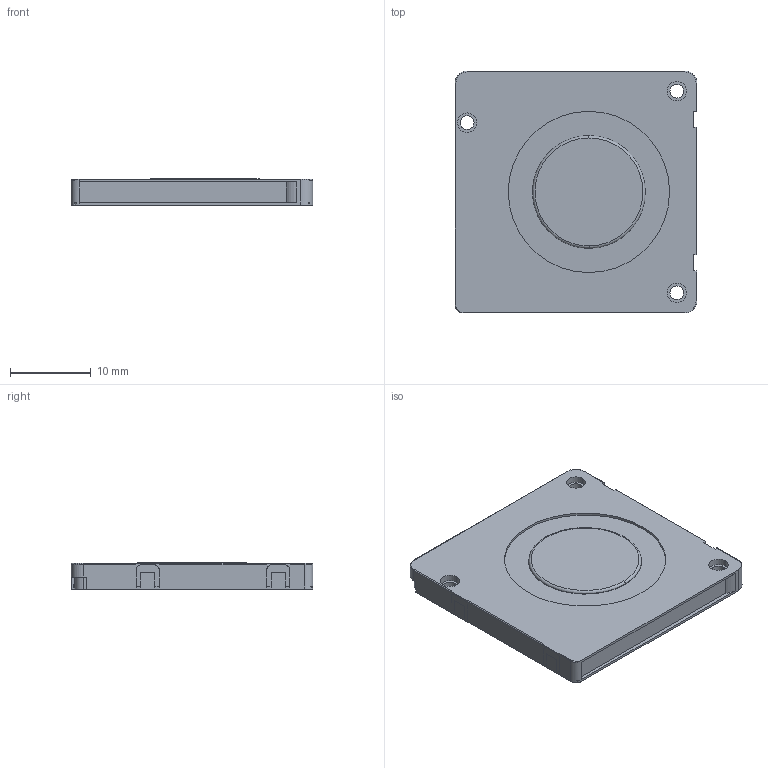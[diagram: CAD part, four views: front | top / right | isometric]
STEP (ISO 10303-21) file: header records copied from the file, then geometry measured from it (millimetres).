
FILE_DESCRIPTION((''),'2;1');
FILE_NAME('B3003_TOOLING_3D_ASM','2020-08-13T19:49:44',('研发部-邢志峰'),(''),'CREO PARAMETRIC BY PTC INC, 2020053','CREO PARAMETRIC BY PTC INC, 2020053','');
FILE_SCHEMA(('CONFIG_CONTROL_DESIGN'));
Length unit declared in the file: millimetre
Products named in the file (1): B3003_TOOLING_3D_ASM
Bounding box: 30 x 30 x 3.25 mm (x, y, z)
Volume: 2713.3 mm3; surface area: 2618 mm2
Topology: 1 solids, 3 shells, 261 faces, 702 edges, 455 vertices
Faces by surface type: plane 152, cylinder 97, torus 10, cone 2
Entity records: 8262 total; most frequent: DIRECTION 1450, CARTESIAN_POINT 1447, ORIENTED_EDGE 1404, EDGE_CURVE 702, AXIS2_PLACEMENT_3D 494, VECTOR 462, LINE 462, VERTEX_POINT 455
